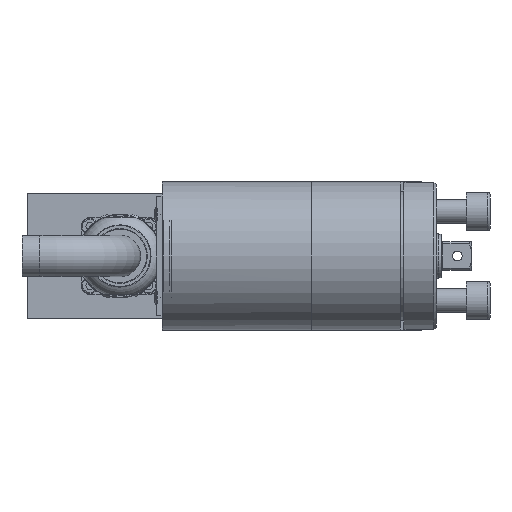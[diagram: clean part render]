
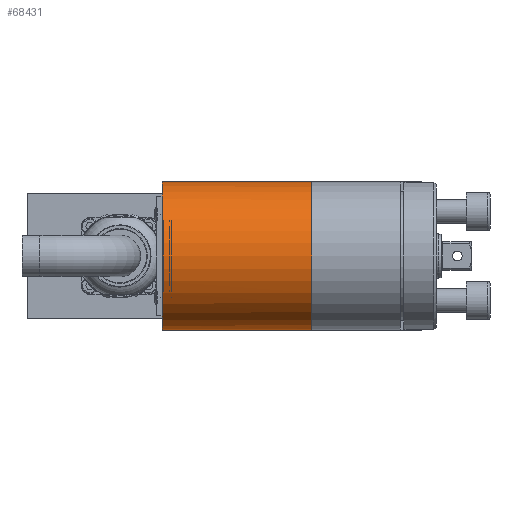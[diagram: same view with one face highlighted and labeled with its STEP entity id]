
A CAD part, left-side view. The second image highlights one B-rep face of the part: STEP entity #68431.
In plain terms, the highlighted cylindrical face has radius 25 mm (diameter 50 mm), a partial arc.
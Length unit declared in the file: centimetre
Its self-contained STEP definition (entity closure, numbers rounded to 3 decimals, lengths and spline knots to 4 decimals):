
#5840=FACE_OUTER_BOUND('',#9701,.T.);
#9701=EDGE_LOOP('',(#50110,#50111,#50112,#50113,#50114,#50115));
#13948=CIRCLE('',#73276,2.5);
#13949=CIRCLE('',#73278,2.5);
#15837=B_SPLINE_CURVE_WITH_KNOTS('',3,(#104074,#104075,#104076,#104077,
#104078,#104079),.UNSPECIFIED.,.F.,.F.,(4,1,1,4),(0.,0.3333,0.6667,
0.9995),.UNSPECIFIED.);
#15840=B_SPLINE_CURVE_WITH_KNOTS('',3,(#104170,#104171,#104172,#104173,
#104174,#104175),.UNSPECIFIED.,.F.,.F.,(4,1,1,4),(0.0012,0.3333,
0.6667,1.),.UNSPECIFIED.);
#17658=LINE('',#104072,#23238);
#17684=LINE('',#104177,#23264);
#23238=VECTOR('',#78555,5.05);
#23264=VECTOR('',#78607,5.05);
#29171=VERTEX_POINT('',#104069);
#29172=VERTEX_POINT('',#104071);
#29173=VERTEX_POINT('',#104073);
#29204=VERTEX_POINT('',#104167);
#29205=VERTEX_POINT('',#104169);
#29206=VERTEX_POINT('',#104176);
#36147=EDGE_CURVE('',#29171,#29172,#17658,.T.);
#36148=EDGE_CURVE('',#29172,#29173,#15837,.T.);
#36185=EDGE_CURVE('',#29204,#29205,#15840,.T.);
#36186=EDGE_CURVE('',#29206,#29205,#17684,.T.);
#37870=EDGE_CURVE('',#29171,#29206,#13948,.T.);
#37875=EDGE_CURVE('',#29173,#29204,#13949,.T.);
#50110=ORIENTED_EDGE('',*,*,#37870,.T.);
#50111=ORIENTED_EDGE('',*,*,#36186,.T.);
#50112=ORIENTED_EDGE('',*,*,#36185,.F.);
#50113=ORIENTED_EDGE('',*,*,#37875,.F.);
#50114=ORIENTED_EDGE('',*,*,#36148,.F.);
#50115=ORIENTED_EDGE('',*,*,#36147,.F.);
#67123=CYLINDRICAL_SURFACE('',#73277,2.5);
#68431=ADVANCED_FACE('',(#5840),#67123,.T.);
#73276=AXIS2_PLACEMENT_3D('',#111452,#82311,#82312);
#73277=AXIS2_PLACEMENT_3D('',#111461,#82317,#82318);
#73278=AXIS2_PLACEMENT_3D('',#111462,#82319,#82320);
#78555=DIRECTION('',(0.,-1.,0.));
#78607=DIRECTION('',(0.,-1.,0.));
#82311=DIRECTION('center_axis',(0.,-1.,0.));
#82312=DIRECTION('ref_axis',(0.,0.,
1.));
#82317=DIRECTION('center_axis',(0.,1.,0.));
#82318=DIRECTION('ref_axis',(0.,0.,
1.));
#82319=DIRECTION('center_axis',(0.,-1.,0.));
#82320=DIRECTION('ref_axis',(-0.02,0.,1.));
#104069=CARTESIAN_POINT('',(-8.65,2.55,2.5));
#104071=CARTESIAN_POINT('',(-8.65,-2.5,2.5));
#104072=CARTESIAN_POINT('',(-8.65,2.55,2.5));
#104073=CARTESIAN_POINT('',(-8.6999,-2.5,2.4998));
#104074=CARTESIAN_POINT('Ctrl Pts',(-8.65,-2.5,2.5));
#104075=CARTESIAN_POINT('Ctrl Pts',(-8.6556,-2.5,2.5));
#104076=CARTESIAN_POINT('Ctrl Pts',(-8.6667,-2.5,2.5));
#104077=CARTESIAN_POINT('Ctrl Pts',(-8.6833,-2.5,2.5001));
#104078=CARTESIAN_POINT('Ctrl Pts',(-8.6944,-2.5,2.4998));
#104079=CARTESIAN_POINT('Ctrl Pts',(-8.6999,-2.5,2.4998));
#104167=CARTESIAN_POINT('',(-8.6998,-2.5,-2.4998));
#104169=CARTESIAN_POINT('',(-8.65,-2.5,-2.5));
#104170=CARTESIAN_POINT('Ctrl Pts',(-8.6998,-2.5,-2.4998));
#104171=CARTESIAN_POINT('Ctrl Pts',(-8.6942,-2.5,-2.4998));
#104172=CARTESIAN_POINT('Ctrl Pts',(-8.6833,-2.5,-2.5001));
#104173=CARTESIAN_POINT('Ctrl Pts',(-8.6667,-2.5,-2.5));
#104174=CARTESIAN_POINT('Ctrl Pts',(-8.6556,-2.5,-2.5));
#104175=CARTESIAN_POINT('Ctrl Pts',(-8.65,-2.5,-2.5));
#104176=CARTESIAN_POINT('',(-8.65,2.55,-2.5));
#104177=CARTESIAN_POINT('',(-8.65,2.55,-2.5));
#111452=CARTESIAN_POINT('Origin',(-8.65,2.55,0.));
#111461=CARTESIAN_POINT('Origin',(-8.65,2.55,0.));
#111462=CARTESIAN_POINT('Origin',(-8.65,-2.5,0.));
